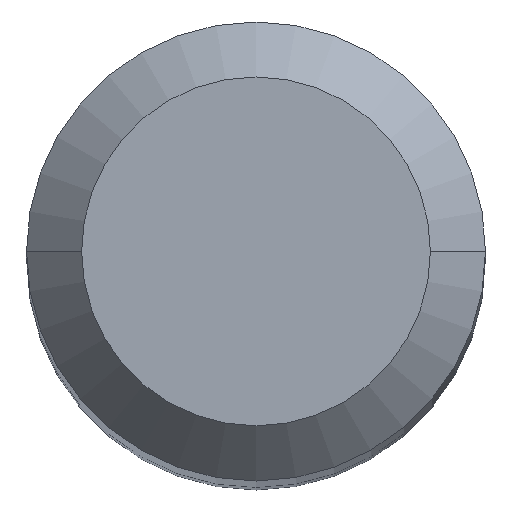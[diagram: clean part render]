
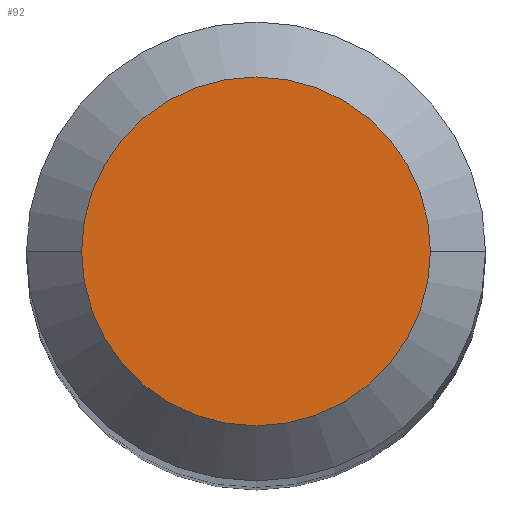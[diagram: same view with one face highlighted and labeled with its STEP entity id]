
A CAD part, top view. The second image highlights one B-rep face of the part: STEP entity #92.
In plain terms, the highlighted planar face has unit normal (0, 0, 1).
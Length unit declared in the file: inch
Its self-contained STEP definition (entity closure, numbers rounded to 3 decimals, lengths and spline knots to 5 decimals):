
#16 = EDGE_CURVE ( 'NONE', #95, #138, #111, .T. ) ;
#33 = CARTESIAN_POINT ( 'NONE',  ( -0.0475, 0., 1.5 ) ) ;
#41 = CIRCLE ( 'NONE', #226, 0.0475 ) ;
#54 = CARTESIAN_POINT ( 'NONE',  ( 0., 0., 1.5 ) ) ;
#69 = ORIENTED_EDGE ( 'NONE', *, *, #171, .T. ) ;
#76 = AXIS2_PLACEMENT_3D ( 'NONE', #54, #263, #284 ) ;
#92 = ADVANCED_FACE ( 'NONE', ( #128 ), #232, .T. ) ;
#95 = VERTEX_POINT ( 'NONE', #33 ) ;
#100 = DIRECTION ( 'NONE',  ( 0., 0., 1. ) ) ;
#111 = CIRCLE ( 'NONE', #189, 0.0475 ) ;
#113 = DIRECTION ( 'NONE',  ( 1., 0., 0. ) ) ;
#125 = CARTESIAN_POINT ( 'NONE',  ( 0., 0., 1.5 ) ) ;
#128 = FACE_OUTER_BOUND ( 'NONE', #162, .T. ) ;
#138 = VERTEX_POINT ( 'NONE', #283 ) ;
#162 = EDGE_LOOP ( 'NONE', ( #184, #69 ) ) ;
#171 = EDGE_CURVE ( 'NONE', #138, #95, #41, .T. ) ;
#184 = ORIENTED_EDGE ( 'NONE', *, *, #16, .T. ) ;
#188 = DIRECTION ( 'NONE',  ( 0., 0., 1. ) ) ;
#189 = AXIS2_PLACEMENT_3D ( 'NONE', #299, #188, #113 ) ;
#226 = AXIS2_PLACEMENT_3D ( 'NONE', #125, #100, #292 ) ;
#232 = PLANE ( 'NONE',  #76 ) ;
#263 = DIRECTION ( 'NONE',  ( 0., 0., 1. ) ) ;
#283 = CARTESIAN_POINT ( 'NONE',  ( 0.0475, 0., 1.5 ) ) ;
#284 = DIRECTION ( 'NONE',  ( 1., 0., 0. ) ) ;
#292 = DIRECTION ( 'NONE',  ( 1., 0., 0. ) ) ;
#299 = CARTESIAN_POINT ( 'NONE',  ( 0., 0., 1.5 ) ) ;
